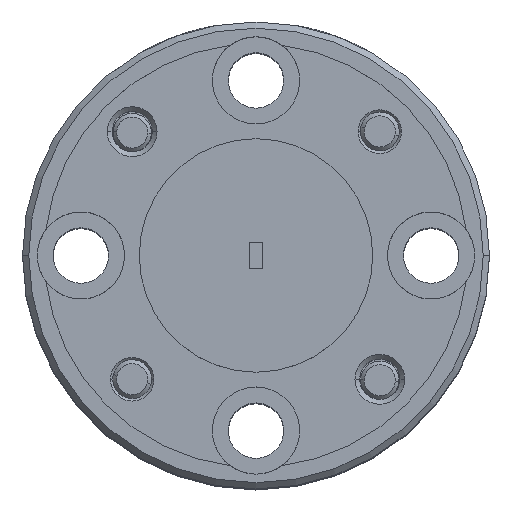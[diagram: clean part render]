
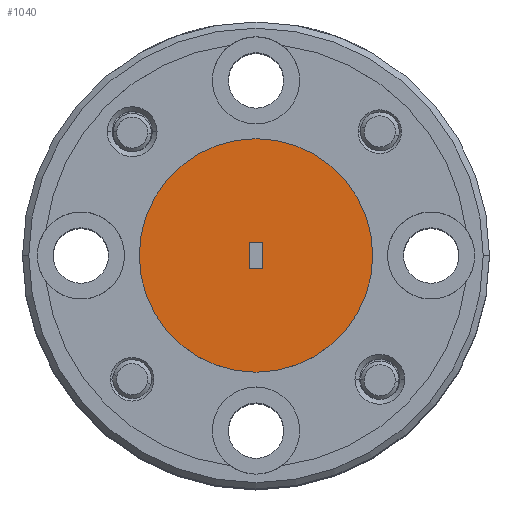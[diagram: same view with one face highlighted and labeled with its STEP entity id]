
A CAD part, top view. The second image highlights one B-rep face of the part: STEP entity #1040.
In plain terms, the highlighted planar face has unit normal (0, 0, 1).
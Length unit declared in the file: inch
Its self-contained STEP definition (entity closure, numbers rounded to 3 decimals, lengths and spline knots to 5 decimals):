
#132 = CARTESIAN_POINT ( 'NONE',  ( 0.01075, 0.0215, 0. ) ) ;
#190 = EDGE_LOOP ( 'NONE', ( #5294, #8858 ) ) ;
#425 = DIRECTION ( 'NONE',  ( 1., 0., 0. ) ) ;
#482 = CIRCLE ( 'NONE', #6671, 0.1875 ) ;
#540 = DIRECTION ( 'NONE',  ( 1., 0., 0. ) ) ;
#624 = PLANE ( 'NONE',  #2443 ) ;
#668 = VERTEX_POINT ( 'NONE', #5175 ) ;
#809 = LINE ( 'NONE', #132, #7632 ) ;
#973 = VERTEX_POINT ( 'NONE', #6552 ) ;
#1040 = ADVANCED_FACE ( 'NONE', ( #1294, #8889 ), #624, .T. ) ;
#1294 = FACE_BOUND ( 'NONE', #3477, .T. ) ;
#1491 = CARTESIAN_POINT ( 'NONE',  ( -0.01075, 0.0215, 0. ) ) ;
#1813 = DIRECTION ( 'NONE',  ( 0., 0., 1. ) ) ;
#1874 = LINE ( 'NONE', #6855, #2861 ) ;
#1947 = CIRCLE ( 'NONE', #6703, 0.1875 ) ;
#2153 = EDGE_CURVE ( 'NONE', #668, #973, #482, .T. ) ;
#2443 = AXIS2_PLACEMENT_3D ( 'NONE', #8159, #1813, #425 ) ;
#2861 = VECTOR ( 'NONE', #5308, 39.37008 ) ;
#3279 = ORIENTED_EDGE ( 'NONE', *, *, #5624, .F. ) ;
#3284 = EDGE_CURVE ( 'NONE', #5312, #3650, #4786, .T. ) ;
#3455 = DIRECTION ( 'NONE',  ( -1., 0., 0. ) ) ;
#3477 = EDGE_LOOP ( 'NONE', ( #6435, #6733, #5013, #3279 ) ) ;
#3541 = DIRECTION ( 'NONE',  ( 0., 1., 0. ) ) ;
#3549 = VERTEX_POINT ( 'NONE', #4051 ) ;
#3650 = VERTEX_POINT ( 'NONE', #4097 ) ;
#3877 = VERTEX_POINT ( 'NONE', #5256 ) ;
#4051 = CARTESIAN_POINT ( 'NONE',  ( 0.01075, -0.0215, 0. ) ) ;
#4097 = CARTESIAN_POINT ( 'NONE',  ( -0.01075, 0.0215, 0. ) ) ;
#4335 = EDGE_CURVE ( 'NONE', #973, #668, #1947, .T. ) ;
#4786 = LINE ( 'NONE', #1491, #7173 ) ;
#4861 = LINE ( 'NONE', #5421, #8513 ) ;
#5013 = ORIENTED_EDGE ( 'NONE', *, *, #3284, .F. ) ;
#5175 = CARTESIAN_POINT ( 'NONE',  ( -0.1875, 0., 0. ) ) ;
#5256 = CARTESIAN_POINT ( 'NONE',  ( -0.01075, -0.0215, 0. ) ) ;
#5294 = ORIENTED_EDGE ( 'NONE', *, *, #4335, .T. ) ;
#5308 = DIRECTION ( 'NONE',  ( 0., -1., 0. ) ) ;
#5312 = VERTEX_POINT ( 'NONE', #6389 ) ;
#5417 = CARTESIAN_POINT ( 'NONE',  ( 0., 0., 0. ) ) ;
#5421 = CARTESIAN_POINT ( 'NONE',  ( -0.01075, -0.0215, 0. ) ) ;
#5624 = EDGE_CURVE ( 'NONE', #3549, #5312, #809, .T. ) ;
#5891 = EDGE_CURVE ( 'NONE', #3650, #3877, #1874, .T. ) ;
#6155 = DIRECTION ( 'NONE',  ( 0., 0., 1. ) ) ;
#6389 = CARTESIAN_POINT ( 'NONE',  ( 0.01075, 0.0215, 0. ) ) ;
#6435 = ORIENTED_EDGE ( 'NONE', *, *, #8242, .T. ) ;
#6552 = CARTESIAN_POINT ( 'NONE',  ( 0.1875, 0., 0. ) ) ;
#6671 = AXIS2_PLACEMENT_3D ( 'NONE', #8152, #6155, #8925 ) ;
#6703 = AXIS2_PLACEMENT_3D ( 'NONE', #5417, #8175, #540 ) ;
#6733 = ORIENTED_EDGE ( 'NONE', *, *, #5891, .F. ) ;
#6855 = CARTESIAN_POINT ( 'NONE',  ( -0.01075, 0.0215, 0. ) ) ;
#7173 = VECTOR ( 'NONE', #7552, 39.37008 ) ;
#7552 = DIRECTION ( 'NONE',  ( -1., 0., 0. ) ) ;
#7632 = VECTOR ( 'NONE', #3541, 39.37008 ) ;
#8152 = CARTESIAN_POINT ( 'NONE',  ( 0., 0., 0. ) ) ;
#8159 = CARTESIAN_POINT ( 'NONE',  ( 0., 0., 0. ) ) ;
#8175 = DIRECTION ( 'NONE',  ( 0., 0., 1. ) ) ;
#8242 = EDGE_CURVE ( 'NONE', #3549, #3877, #4861, .T. ) ;
#8513 = VECTOR ( 'NONE', #3455, 39.37008 ) ;
#8858 = ORIENTED_EDGE ( 'NONE', *, *, #2153, .T. ) ;
#8889 = FACE_OUTER_BOUND ( 'NONE', #190, .T. ) ;
#8925 = DIRECTION ( 'NONE',  ( 1., 0., 0. ) ) ;
